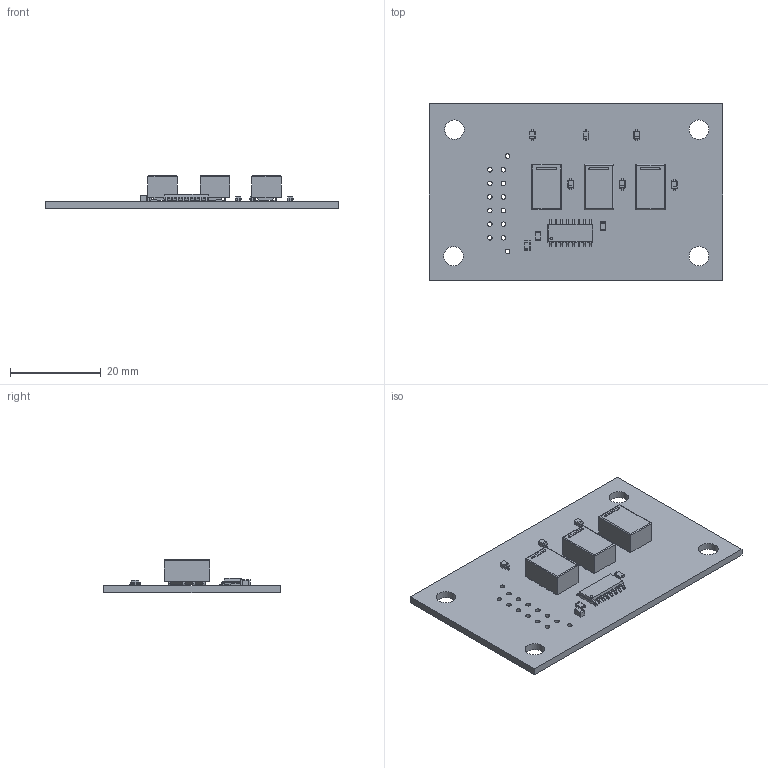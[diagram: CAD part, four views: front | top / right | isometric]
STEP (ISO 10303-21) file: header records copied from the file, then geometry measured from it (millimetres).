
FILE_DESCRIPTION(('KiCad electronic assembly'),'2;1');
FILE_NAME('relay_board.step','2024-08-29T17:18:33',('Pcbnew'),('Kicad'), 'Open CASCADE STEP processor 7.7','KiCad to STEP converter','Unknown' );
FILE_SCHEMA(('AUTOMOTIVE_DESIGN { 1 0 10303 214 1 1 1 1 }'));
Length unit declared in the file: millimetre
Products named in the file (12): relay_board 1; D_SOD-323; D_SOD_323; Relay_DPDT_AXICOM_IMSeries_JLeg; R_0805_2012Metric; SO-16_3.9x9.9mm_P1.27mm; C_0805_2012Metric; _autosave-relay_board_PCB
Assembly tree (19 placements, depth 3):
  relay_board 1
    D_SOD-323  x6
      D_SOD_323
    Relay_DPDT_AXICOM_IMSeries_JLeg  x3
      Relay_DPDT_AXICOM_IMSeries_JLeg
    R_0805_2012Metric  x2
      R_0805_2012Metric
    SO-16_3.9x9.9mm_P1.27mm
      SO-16_3.9x9.9mm_P1.27mm
    C_0805_2012Metric
      C_0805_2012Metric
    _autosave-relay_board_PCB
Bounding box: 64.6 x 38.9 x 7.45 mm (x, y, z)
Volume: 4960.7 mm3; surface area: 6549.3 mm2
Topology: 14 solids, 14 shells, 1037 faces, 2607 edges, 1637 vertices
Faces by surface type: plane 649, cylinder 224, bspline 164
Full cylindrical faces by diameter (mm): 1.02 x14, 4.3 x4
Entity records: 18493 total; most frequent: CARTESIAN_POINT 2766, ORIENTED_EDGE 2574, DIRECTION 2460, EDGE_CURVE 1287, LINE 982, VECTOR 982, VERTEX_POINT 821, AXIS2_PLACEMENT_3D 739
